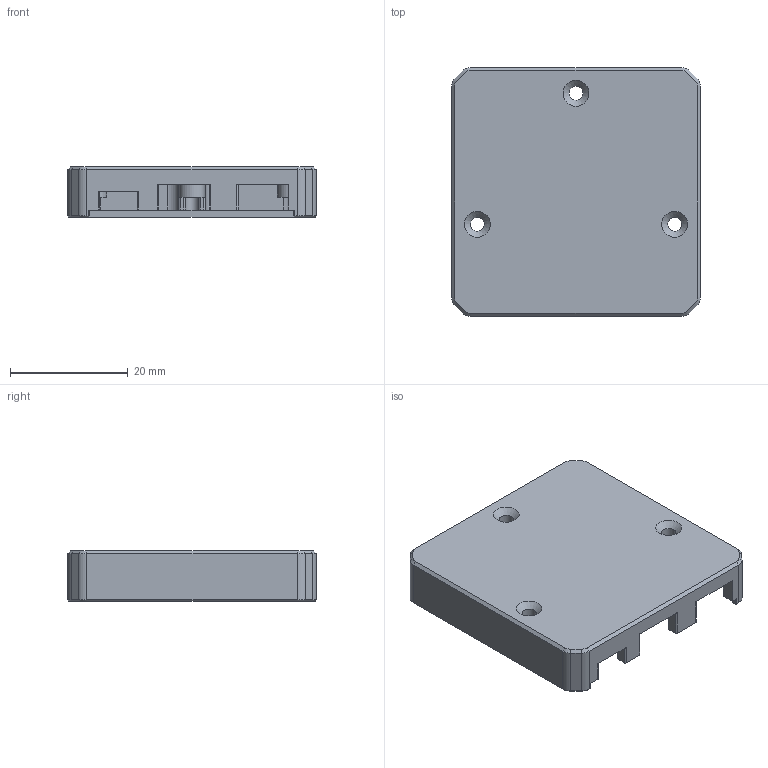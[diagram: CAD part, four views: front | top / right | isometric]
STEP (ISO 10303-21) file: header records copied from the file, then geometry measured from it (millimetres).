
FILE_DESCRIPTION(/* description */ (''),/* implementation_level */ '2;1');
FILE_NAME(/* name */ 'Servo V2 Lid.step',/* time_stamp */ '2024-03-24T14:30:06-07:00',/* author */ (''),/* organization */ (''),/* preprocessor_version */ 'ST-DEVELOPER v20',/* originating_system */ 'Autodesk Translation Framework v12.20.1.177',/* authorisation */ '');
FILE_SCHEMA (('AUTOMOTIVE_DESIGN { 1 0 10303 214 3 1 1 }'));
Length unit declared in the file: millimetre
Products named in the file (3): Servo V2 (v31~recovered); Lid; lid_1
Assembly tree (2 placements, depth 3):
  Servo V2 (v31~recovered)
    Lid
      lid_1
Bounding box: 42.3 x 42.3 x 8.55 mm (x, y, z)
Volume: 6701.5 mm3; surface area: 5634.6 mm2
Topology: 1 solids, 1 shells, 163 faces, 450 edges, 284 vertices
Faces by surface type: plane 78, cylinder 62, cone 23
Full cylindrical faces by diameter (mm): 2.4 x3
Entity records: 5420 total; most frequent: DIRECTION 935, CARTESIAN_POINT 907, ORIENTED_EDGE 896, EDGE_CURVE 448, AXIS2_PLACEMENT_3D 320, LINE 295, VECTOR 295, VERTEX_POINT 284
